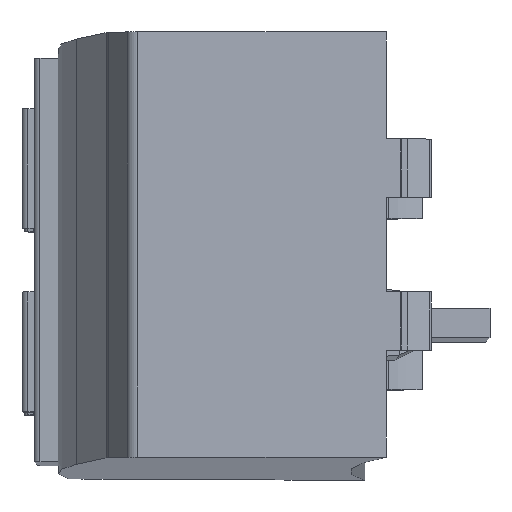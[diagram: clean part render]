
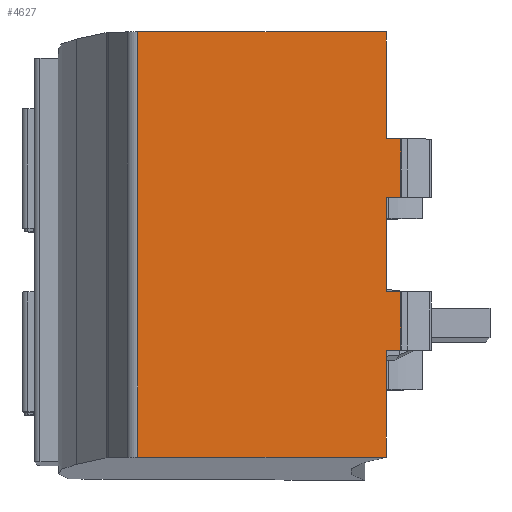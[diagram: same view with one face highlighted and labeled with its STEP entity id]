
A CAD part, top view. The second image highlights one B-rep face of the part: STEP entity #4627.
In plain terms, the highlighted face is planar.
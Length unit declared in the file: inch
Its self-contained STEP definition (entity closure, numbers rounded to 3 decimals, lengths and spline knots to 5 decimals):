
#6 = EDGE_CURVE ( 'NONE', #559, #4785, #4346, .T. ) ;
#41 = LINE ( 'NONE', #4348, #738 ) ;
#78 = VECTOR ( 'NONE', #929, 39.37008 ) ;
#130 = DIRECTION ( 'NONE',  ( -1., 0., 0. ) ) ;
#249 = ORIENTED_EDGE ( 'NONE', *, *, #737, .T. ) ;
#380 = CARTESIAN_POINT ( 'NONE',  ( 0.68504, 1.56599, -0.42117 ) ) ;
#467 = VERTEX_POINT ( 'NONE', #3277 ) ;
#559 = VERTEX_POINT ( 'NONE', #380 ) ;
#605 = VECTOR ( 'NONE', #1460, 39.37008 ) ;
#737 = EDGE_CURVE ( 'NONE', #559, #5273, #3024, .T. ) ;
#738 = VECTOR ( 'NONE', #2184, 39.37008 ) ;
#811 = CARTESIAN_POINT ( 'NONE',  ( -0.68504, 1.56599, -0.42117 ) ) ;
#873 = VECTOR ( 'NONE', #5049, 39.37008 ) ;
#889 = ORIENTED_EDGE ( 'NONE', *, *, #3139, .T. ) ;
#929 = DIRECTION ( 'NONE',  ( -1., 0., 0. ) ) ;
#966 = ORIENTED_EDGE ( 'NONE', *, *, #2042, .T. ) ;
#1030 = LINE ( 'NONE', #4414, #5031 ) ;
#1128 = VERTEX_POINT ( 'NONE', #3259 ) ;
#1359 = CARTESIAN_POINT ( 'NONE',  ( 0.34055, 1.56307, -0.55499 ) ) ;
#1391 = CARTESIAN_POINT ( 'NONE',  ( 0.68504, 1.58346, 0.37947 ) ) ;
#1452 = ORIENTED_EDGE ( 'NONE', *, *, #4736, .T. ) ;
#1457 = EDGE_CURVE ( 'NONE', #2195, #3532, #2890, .T. ) ;
#1460 = DIRECTION ( 'NONE',  ( -1., 0., 0. ) ) ;
#1517 = CARTESIAN_POINT ( 'NONE',  ( -0.68504, 1.56496, -0.4684 ) ) ;
#1582 = ORIENTED_EDGE ( 'NONE', *, *, #5368, .F. ) ;
#1584 = VECTOR ( 'NONE', #4923, 39.37008 ) ;
#1664 = FACE_OUTER_BOUND ( 'NONE', #2079, .T. ) ;
#1880 = CARTESIAN_POINT ( 'NONE',  ( 0.34055, 1.56599, -0.42117 ) ) ;
#1960 = CARTESIAN_POINT ( 'NONE',  ( -0.68504, 1.22417, -16.08653 ) ) ;
#2042 = EDGE_CURVE ( 'NONE', #4747, #3532, #41, .T. ) ;
#2079 = EDGE_LOOP ( 'NONE', ( #966, #3295, #1582, #4435, #5285, #4854, #2464, #249, #1452, #3468, #3200, #889 ) ) ;
#2104 = LINE ( 'NONE', #3466, #4582 ) ;
#2184 = DIRECTION ( 'NONE',  ( 0., -0.022, -1. ) ) ;
#2195 = VERTEX_POINT ( 'NONE', #4989 ) ;
#2250 = CARTESIAN_POINT ( 'NONE',  ( -0.68504, 1.56599, -0.42117 ) ) ;
#2277 = DIRECTION ( 'NONE',  ( -1., 0., 0. ) ) ;
#2278 = LINE ( 'NONE', #3578, #605 ) ;
#2302 = DIRECTION ( 'NONE',  ( 0., -0.022, -1. ) ) ;
#2416 = DIRECTION ( 'NONE',  ( 0., -1., 0.022 ) ) ;
#2464 = ORIENTED_EDGE ( 'NONE', *, *, #6, .F. ) ;
#2474 = CARTESIAN_POINT ( 'NONE',  ( -0.34055, 1.56599, -0.42117 ) ) ;
#2517 = VECTOR ( 'NONE', #2838, 39.37008 ) ;
#2805 = AXIS2_PLACEMENT_3D ( 'NONE', #2923, #2416, #3775 ) ;
#2838 = DIRECTION ( 'NONE',  ( 1., 0., 0. ) ) ;
#2863 = EDGE_CURVE ( 'NONE', #4137, #1128, #3774, .T. ) ;
#2890 = LINE ( 'NONE', #3609, #2517 ) ;
#2923 = CARTESIAN_POINT ( 'NONE',  ( -0.68504, 1.58346, 0.37947 ) ) ;
#3024 = LINE ( 'NONE', #4725, #78 ) ;
#3094 = DIRECTION ( 'NONE',  ( 0., 0.022, 1. ) ) ;
#3139 = EDGE_CURVE ( 'NONE', #4898, #4747, #4365, .T. ) ;
#3200 = ORIENTED_EDGE ( 'NONE', *, *, #4947, .F. ) ;
#3259 = CARTESIAN_POINT ( 'NONE',  ( 0.34055, 1.56496, -0.4684 ) ) ;
#3277 = CARTESIAN_POINT ( 'NONE',  ( -0.68504, 1.58346, 0.37947 ) ) ;
#3295 = ORIENTED_EDGE ( 'NONE', *, *, #1457, .F. ) ;
#3421 = VECTOR ( 'NONE', #4309, 39.37008 ) ;
#3466 = CARTESIAN_POINT ( 'NONE',  ( -0.68504, 1.56599, -0.42117 ) ) ;
#3468 = ORIENTED_EDGE ( 'NONE', *, *, #2863, .F. ) ;
#3471 = LINE ( 'NONE', #1359, #3421 ) ;
#3495 = CARTESIAN_POINT ( 'NONE',  ( 0.68504, 1.58346, 0.37947 ) ) ;
#3532 = VERTEX_POINT ( 'NONE', #4380 ) ;
#3578 = CARTESIAN_POINT ( 'NONE',  ( -0.68504, 1.58346, 0.37947 ) ) ;
#3609 = CARTESIAN_POINT ( 'NONE',  ( -0.68504, 1.56496, -0.4684 ) ) ;
#3662 = VECTOR ( 'NONE', #3094, 39.37008 ) ;
#3712 = EDGE_CURVE ( 'NONE', #467, #3870, #4008, .T. ) ;
#3774 = LINE ( 'NONE', #1517, #1584 ) ;
#3775 = DIRECTION ( 'NONE',  ( 1., 0., 0. ) ) ;
#3870 = VERTEX_POINT ( 'NONE', #811 ) ;
#4008 = LINE ( 'NONE', #1960, #5003 ) ;
#4117 = VECTOR ( 'NONE', #2277, 39.37008 ) ;
#4137 = VERTEX_POINT ( 'NONE', #4652 ) ;
#4309 = DIRECTION ( 'NONE',  ( 0., -0.022, -1. ) ) ;
#4346 = LINE ( 'NONE', #1391, #3662 ) ;
#4348 = CARTESIAN_POINT ( 'NONE',  ( -0.15157, 1.56307, -0.55499 ) ) ;
#4365 = LINE ( 'NONE', #2250, #4117 ) ;
#4380 = CARTESIAN_POINT ( 'NONE',  ( -0.15157, 1.56496, -0.4684 ) ) ;
#4414 = CARTESIAN_POINT ( 'NONE',  ( 0.15157, 1.56307, -0.55499 ) ) ;
#4435 = ORIENTED_EDGE ( 'NONE', *, *, #5205, .T. ) ;
#4440 = CARTESIAN_POINT ( 'NONE',  ( 0.15157, 1.56599, -0.42117 ) ) ;
#4575 = VERTEX_POINT ( 'NONE', #2474 ) ;
#4582 = VECTOR ( 'NONE', #130, 39.37008 ) ;
#4626 = LINE ( 'NONE', #5019, #873 ) ;
#4627 = ADVANCED_FACE ( 'NONE', ( #1664 ), #5038, .F. ) ;
#4652 = CARTESIAN_POINT ( 'NONE',  ( 0.15157, 1.56496, -0.4684 ) ) ;
#4725 = CARTESIAN_POINT ( 'NONE',  ( -0.68504, 1.56599, -0.42117 ) ) ;
#4736 = EDGE_CURVE ( 'NONE', #5273, #1128, #3471, .T. ) ;
#4747 = VERTEX_POINT ( 'NONE', #4758 ) ;
#4758 = CARTESIAN_POINT ( 'NONE',  ( -0.15157, 1.56599, -0.42117 ) ) ;
#4785 = VERTEX_POINT ( 'NONE', #3495 ) ;
#4854 = ORIENTED_EDGE ( 'NONE', *, *, #4904, .F. ) ;
#4898 = VERTEX_POINT ( 'NONE', #4440 ) ;
#4904 = EDGE_CURVE ( 'NONE', #4785, #467, #2278, .T. ) ;
#4923 = DIRECTION ( 'NONE',  ( 1., 0., 0. ) ) ;
#4947 = EDGE_CURVE ( 'NONE', #4898, #4137, #1030, .T. ) ;
#4989 = CARTESIAN_POINT ( 'NONE',  ( -0.34055, 1.56496, -0.4684 ) ) ;
#5003 = VECTOR ( 'NONE', #5379, 39.37008 ) ;
#5019 = CARTESIAN_POINT ( 'NONE',  ( -0.34055, 1.56307, -0.55499 ) ) ;
#5031 = VECTOR ( 'NONE', #2302, 39.37008 ) ;
#5038 = PLANE ( 'NONE',  #2805 ) ;
#5049 = DIRECTION ( 'NONE',  ( 0., -0.022, -1. ) ) ;
#5205 = EDGE_CURVE ( 'NONE', #4575, #3870, #2104, .T. ) ;
#5273 = VERTEX_POINT ( 'NONE', #1880 ) ;
#5285 = ORIENTED_EDGE ( 'NONE', *, *, #3712, .F. ) ;
#5368 = EDGE_CURVE ( 'NONE', #4575, #2195, #4626, .T. ) ;
#5379 = DIRECTION ( 'NONE',  ( 0., -0.022, -1. ) ) ;
